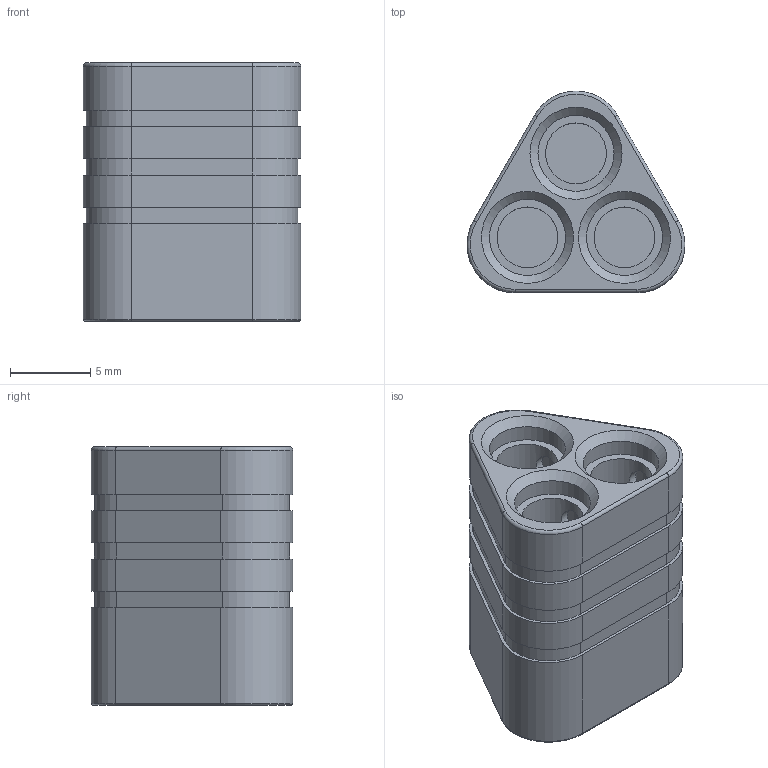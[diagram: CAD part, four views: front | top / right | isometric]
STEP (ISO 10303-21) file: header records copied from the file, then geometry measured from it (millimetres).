
FILE_DESCRIPTION(/* description */ (''),/* implementation_level */ '2;1');
FILE_NAME(/* name */ 'MaleMT60.stp',/* time_stamp */ '2017-09-16T14:47:37+02:00',/* author */ (''),/* organization */ (''),/* preprocessor_version */ 'ST-DEVELOPER v16.13',/* originating_system */ 'Autodesk Translation Framework v6.1.1.50',/* authorisation */ '');
FILE_SCHEMA (('AUTOMOTIVE_DESIGN { 1 0 10303 214 3 1 1 }'));
Length unit declared in the file: millimetre
Products named in the file (19): FemaleMT60 v7_MT60Male v5; BulletPlug Male v3; EC3 Connector Assembly; Plug; 3-5mm Bullit Plug; Pin; Spring; BulletPlug Male v3 (1); EC3 Connector Assembly (1); Plug (1); 3-5mm Bullit Plug (1); Pin (1); Spring (1); BulletPlug Male v3 (2); EC3 Connector Assembly (2); Plug (2); 3-5mm Bullit Plug (2); Pin (2); Spring (2)
Assembly tree (18 placements, depth 6):
  FemaleMT60 v7_MT60Male v5
    BulletPlug Male v3
      EC3 Connector Assembly
        Plug
          3-5mm Bullit Plug
            Pin
            Spring
    BulletPlug Male v3 (1)
      EC3 Connector Assembly (1)
        Plug (1)
          3-5mm Bullit Plug (1)
            Pin (1)
            Spring (1)
    BulletPlug Male v3 (2)
      EC3 Connector Assembly (2)
        Plug (2)
          3-5mm Bullit Plug (2)
            Pin (2)
            Spring (2)
Bounding box: 13.61 x 12.59 x 16.12 mm (x, y, z)
Volume: 1058.1 mm3; surface area: 2512.5 mm2
Topology: 7 solids, 7 shells, 270 faces, 702 edges, 468 vertices
Faces by surface type: bspline 108, plane 78, cylinder 72, torus 9, cone 3
Full cylindrical faces by diameter (mm): 1.8 x3, 2.5 x3, 3.5 x6, 3.8 x3, 4.375 x6, 4.75 x9
Entity records: 15694 total; most frequent: CARTESIAN_POINT 9523, ORIENTED_EDGE 1272, DIRECTION 980, EDGE_CURVE 636, VERTEX_POINT 444, EDGE_LOOP 388, AXIS2_PLACEMENT_3D 373, FACE_OUTER_BOUND 270
